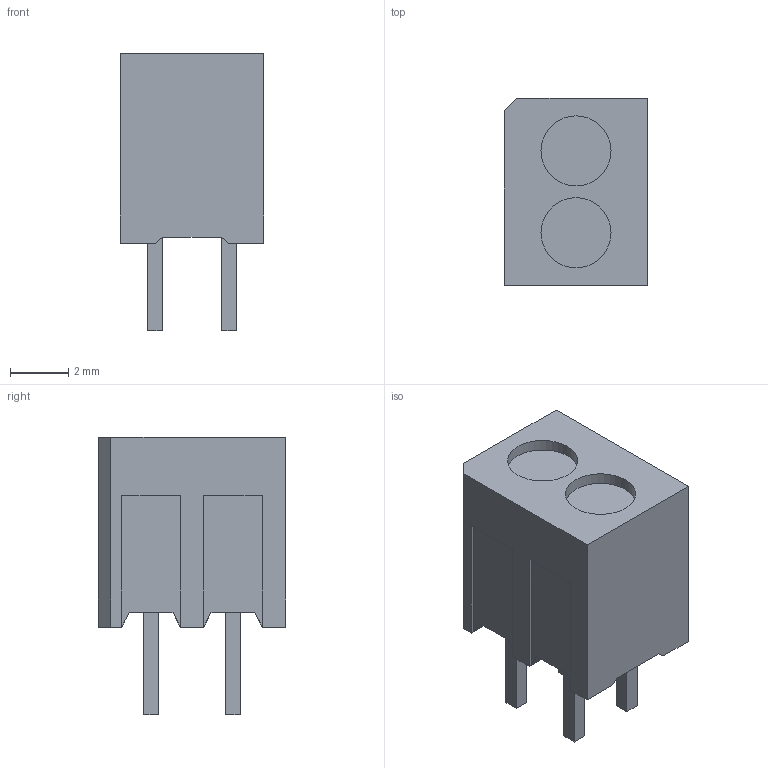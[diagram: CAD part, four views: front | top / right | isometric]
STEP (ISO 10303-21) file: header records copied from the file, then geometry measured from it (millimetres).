
FILE_DESCRIPTION(/* description */ ('STEP AP242','CAx-IF Rec.Pracs.---Representation and Presentation of Product Manufacturing Information (PMI)---4.0---2014-10-13','CAx-IF Rec.Pracs.---3D Tessellated Geometry---0.4---2014-09-14','2;1'),/* implementation_level */ '2;1');
FILE_NAME(/* name */ '6775c330e98898453839758c',/* time_stamp */ '2025-01-01T22:35:28Z',/* author */ (''),/* organization */ (''),/* preprocessor_version */ 'ST-DEVELOPER v20',/* originating_system */ 'ONSHAPE BY PTC INC, 1.191',/* authorisation */ ' ');
FILE_SCHEMA (('AP242_MANAGED_MODEL_BASED_3D_ENGINEERING_MIM_LF { 1 0 10303 442 1 1 4 }'));
Length unit declared in the file: metre
Products named in the file (1): ITR20001-T
Bounding box: 4.9 x 6.4 x 9.5 mm (x, y, z)
Volume: 190.3 mm3; surface area: 246.6 mm2
Topology: 1 solids, 1 shells, 67 faces, 169 edges, 110 vertices
Faces by surface type: plane 65, cylinder 2
Full cylindrical faces by diameter (mm): 2.4 x2
Entity records: 2132 total; most frequent: CARTESIAN_POINT 345, ORIENTED_EDGE 334, DIRECTION 307, EDGE_CURVE 167, LINE 163, VECTOR 163, VERTEX_POINT 110, EDGE_LOOP 75
